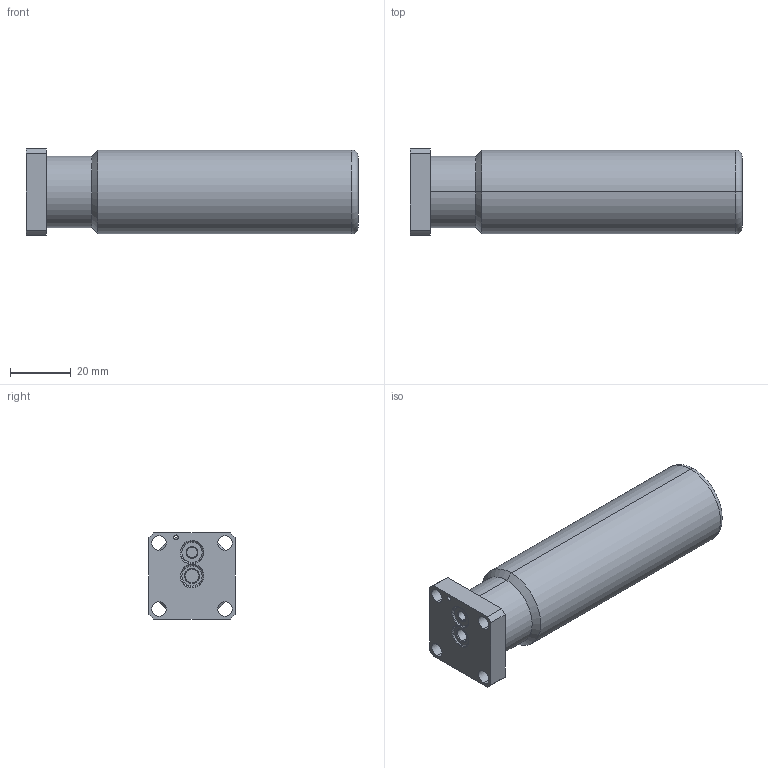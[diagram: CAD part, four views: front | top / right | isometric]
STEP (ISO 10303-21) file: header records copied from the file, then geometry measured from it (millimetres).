
FILE_DESCRIPTION (( 'STEP AP214' ), '1' );
FILE_NAME ('100002140576.STEP', '2025-11-04T06:56:03', ( 'Microsoft' ), ( 'Microsoft' ), 'SwSTEP 2.0', 'SolidWorks 2025', '' );
FILE_SCHEMA (( 'AUTOMOTIVE_DESIGN' ));
Length unit declared in the file: millimetre
Products named in the file (1): 100002140576
Bounding box: 109 x 28.32 x 28.32 mm (x, y, z)
Volume: 62758 mm3; surface area: 11564.4 mm2
Topology: 1 solids, 1 shells, 53 faces, 123 edges, 77 vertices
Faces by surface type: cylinder 22, plane 15, bspline 12, cone 2, torus 2
Entity records: 1986 total; most frequent: CARTESIAN_POINT 756, DIRECTION 257, ORIENTED_EDGE 246, EDGE_CURVE 123, AXIS2_PLACEMENT_3D 106, VERTEX_POINT 77, EDGE_LOOP 68, CIRCLE 64
